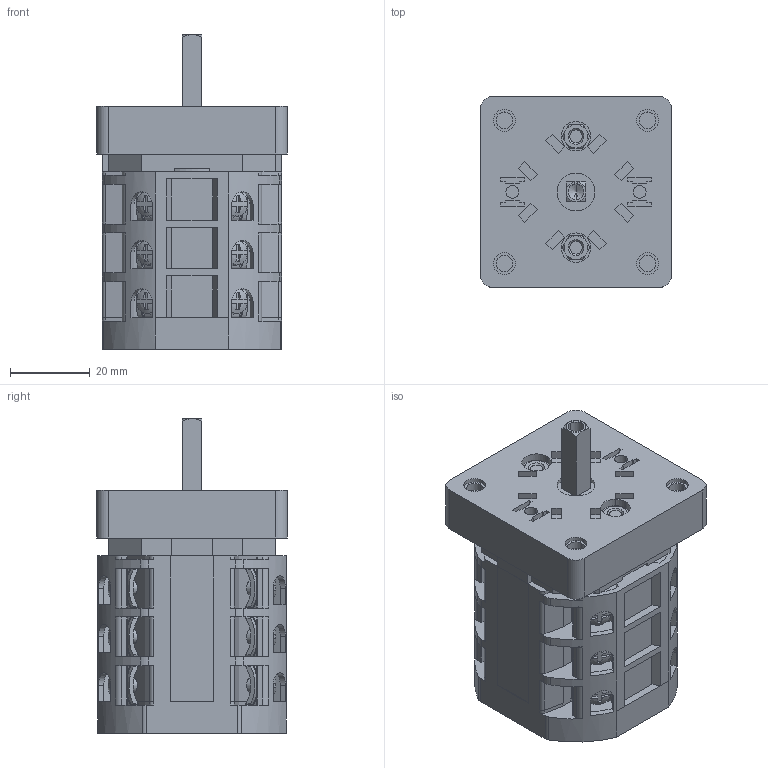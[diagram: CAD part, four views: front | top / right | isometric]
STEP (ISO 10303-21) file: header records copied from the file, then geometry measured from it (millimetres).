
FILE_DESCRIPTION((''),'2;1');
FILE_NAME('CRV2_12_26_3B_P_SW0001','2015-06-05T',('mangiapr'),(''),'PRO/ENGINEER BY PARAMETRIC TECHNOLOGY CORPORATION, 2011080','PRO/ENGINEER BY PARAMETRIC TECHNOLOGY CORPORATION, 2011080','');
FILE_SCHEMA(('CONFIG_CONTROL_DESIGN'));
Products named in the file (1): CRV2_12_26_3B_P_SW0001
Bounding box: 48 x 48 x 79.1 mm (x, y, z)
Volume: 96299.9 mm3; surface area: 32394.2 mm2
Topology: 9 solids, 9 shells, 1409 faces, 3798 edges, 2467 vertices
Faces by surface type: plane 756, cylinder 383, cone 162, torus 84, sphere 24
Entity records: 53552 total; most frequent: CARTESIAN_POINT 17938, ORIENTED_EDGE 7592, DIRECTION 7272, EDGE_CURVE 3796, AXIS2_PLACEMENT_3D 2531, VERTEX_POINT 2467, VECTOR 2210, LINE 2210
